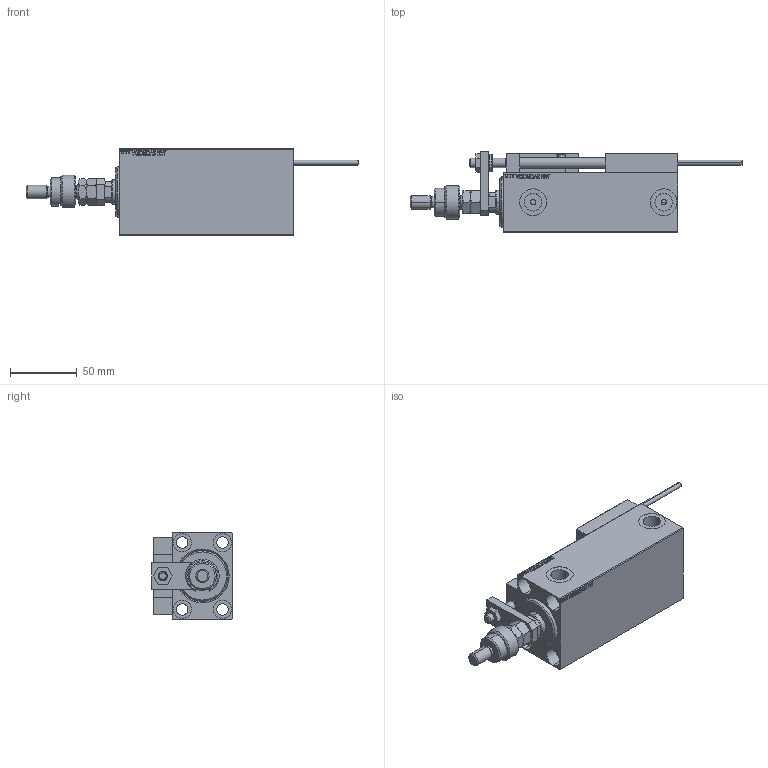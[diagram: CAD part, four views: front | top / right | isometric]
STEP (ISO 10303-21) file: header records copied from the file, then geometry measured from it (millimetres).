
FILE_DESCRIPTION (( 'STEP AP203' ), '1' );
FILE_NAME ('af98.STEP', '2022-04-17T11:53:59', ( '' ), ( '' ), 'SwSTEP 2.0', 'SolidWorks 2019', '' );
FILE_SCHEMA (( 'CONFIG_CONTROL_DESIGN' ));
Length unit declared in the file: millimetre
Products named in the file (18): X_Y_DFA 09a79b5e94cc8be53384b0290c975ff5; V450CM_C_Body 09a79b5e94cc8be53384b0290c975ff5; ZARAZKA 09a79b5e94cc8be53384b0290c975ff5; NUT_D12 09a79b5e94cc8be53384b0290c975ff5; ALLEN BOLT D8 09a79b5e94cc8be53384b0290c975ff5; MAGNET 09a79b5e94cc8be53384b0290c975ff5; V450CM_VC_B 09a79b5e94cc8be53384b0290c975ff5; TYC_L79 09a79b5e94cc8be53384b0290c975ff5; ALLEN BOLT D5 09a79b5e94cc8be53384b0290c975ff5; SWITCH DIM B,W 09a79b5e94cc8be53384b0290c975ff5; MFA 09a79b5e94cc8be53384b0290c975ff5; af98; Block 09a79b5e94cc8be53384b0290c975ff5; SWITCH_X_FRONT_BACK 09a79b5e94cc8be53384b0290c975ff5; KONCOVKA 09a79b5e94cc8be53384b0290c975ff5; FEMALE_PART_FOR_DFA 09a79b5e94cc8be53384b0290c975ff5; SWITCH X 09a79b5e94cc8be53384b0290c975ff5; V450CM_C_VCP 09a79b5e94cc8be53384b0290c975ff5
Assembly tree (27 placements, depth 3):
  af98
    V450CM_C_Body 09a79b5e94cc8be53384b0290c975ff5
    SWITCH X 09a79b5e94cc8be53384b0290c975ff5
      SWITCH_X_FRONT_BACK 09a79b5e94cc8be53384b0290c975ff5  x2
      TYC_L79 09a79b5e94cc8be53384b0290c975ff5
      Block 09a79b5e94cc8be53384b0290c975ff5  x2
      ALLEN BOLT D5 09a79b5e94cc8be53384b0290c975ff5  x4
      ALLEN BOLT D8 09a79b5e94cc8be53384b0290c975ff5  x4
      MAGNET 09a79b5e94cc8be53384b0290c975ff5  x2
      KONCOVKA 09a79b5e94cc8be53384b0290c975ff5  x2
    NUT_D12 09a79b5e94cc8be53384b0290c975ff5
    SWITCH DIM B,W 09a79b5e94cc8be53384b0290c975ff5
    ZARAZKA 09a79b5e94cc8be53384b0290c975ff5
    V450CM_C_VCP 09a79b5e94cc8be53384b0290c975ff5
    V450CM_VC_B 09a79b5e94cc8be53384b0290c975ff5
    X_Y_DFA 09a79b5e94cc8be53384b0290c975ff5
      FEMALE_PART_FOR_DFA 09a79b5e94cc8be53384b0290c975ff5
      MFA 09a79b5e94cc8be53384b0290c975ff5
Bounding box: 248 x 60.5 x 65 mm (x, y, z)
Volume: 381798.4 mm3; surface area: 106567.6 mm2
Topology: 25 solids, 25 shells, 1384 faces, 3296 edges, 2095 vertices
Faces by surface type: plane 593, bspline 380, cylinder 213, cone 146, torus 48, sphere 4
Entity records: 53712 total; most frequent: CARTESIAN_POINT 26918, ORIENTED_EDGE 5612, DIRECTION 3926, EDGE_CURVE 2806, VERTEX_POINT 1819, VECTOR 1560, LINE 1560, EDGE_LOOP 1303
